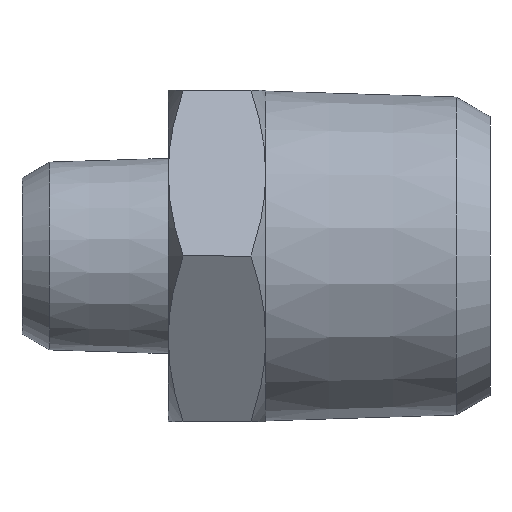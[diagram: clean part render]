
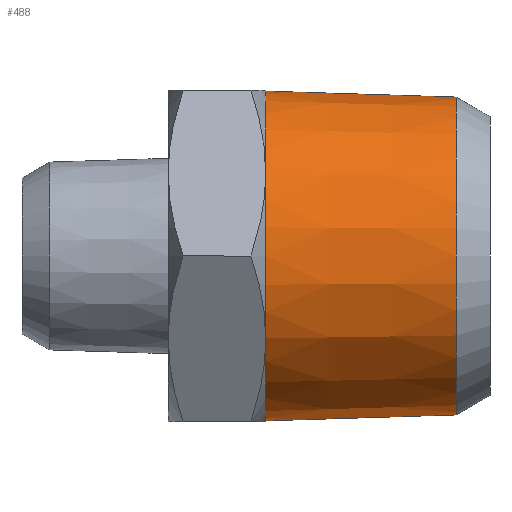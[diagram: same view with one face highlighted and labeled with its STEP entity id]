
A CAD part, left-side view. The second image highlights one B-rep face of the part: STEP entity #488.
In plain terms, the highlighted conical face has half-angle 1.79 degrees and reference radius 8.15 mm.
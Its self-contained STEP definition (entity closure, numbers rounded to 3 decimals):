
#4 = ORIENTED_EDGE ( 'NONE', *, *, #432, .T. ) ;
#8 = CIRCLE ( 'NONE', #416, 8.455 ) ;
#106 = ORIENTED_EDGE ( 'NONE', *, *, #438, .F. ) ;
#151 = CIRCLE ( 'NONE', #417, 8.15 ) ;
#175 = EDGE_LOOP ( 'NONE', ( #106 ) ) ;
#177 = EDGE_LOOP ( 'NONE', ( #4 ) ) ;
#206 = FACE_OUTER_BOUND ( 'NONE', #175, .T. ) ;
#231 = VERTEX_POINT ( 'NONE', #317 ) ;
#242 = VERTEX_POINT ( 'NONE', #308 ) ;
#290 = CONICAL_SURFACE ( 'NONE', #395, 8.15, 0.031 ) ;
#295 = FACE_BOUND ( 'NONE', #177, .T. ) ;
#308 = CARTESIAN_POINT ( 'NONE',  ( 0., 11.5, 8.455 ) ) ;
#317 = CARTESIAN_POINT ( 'NONE',  ( 0., 1.732, 8.15 ) ) ;
#395 = AXIS2_PLACEMENT_3D ( 'NONE', #627, #624, #628 ) ;
#416 = AXIS2_PLACEMENT_3D ( 'NONE', #520, #516, #819 ) ;
#417 = AXIS2_PLACEMENT_3D ( 'NONE', #625, #641, #636 ) ;
#432 = EDGE_CURVE ( 'NONE', #231, #231, #151, .T. ) ;
#438 = EDGE_CURVE ( 'NONE', #242, #242, #8, .T. ) ;
#488 = ADVANCED_FACE ( 'NONE', ( #206, #295 ), #290, .T. ) ;
#516 = DIRECTION ( 'NONE',  ( 0., 1., 0. ) ) ;
#520 = CARTESIAN_POINT ( 'NONE',  ( 0., 11.5, 0. ) ) ;
#624 = DIRECTION ( 'NONE',  ( 0., 1., 0. ) ) ;
#625 = CARTESIAN_POINT ( 'NONE',  ( 0., 1.732, 0. ) ) ;
#627 = CARTESIAN_POINT ( 'NONE',  ( 0., 1.732, 0. ) ) ;
#628 = DIRECTION ( 'NONE',  ( 0., 0., 1. ) ) ;
#636 = DIRECTION ( 'NONE',  ( 0., 0., 1. ) ) ;
#641 = DIRECTION ( 'NONE',  ( 0., 1., 0. ) ) ;
#819 = DIRECTION ( 'NONE',  ( 0., 0., 1. ) ) ;
